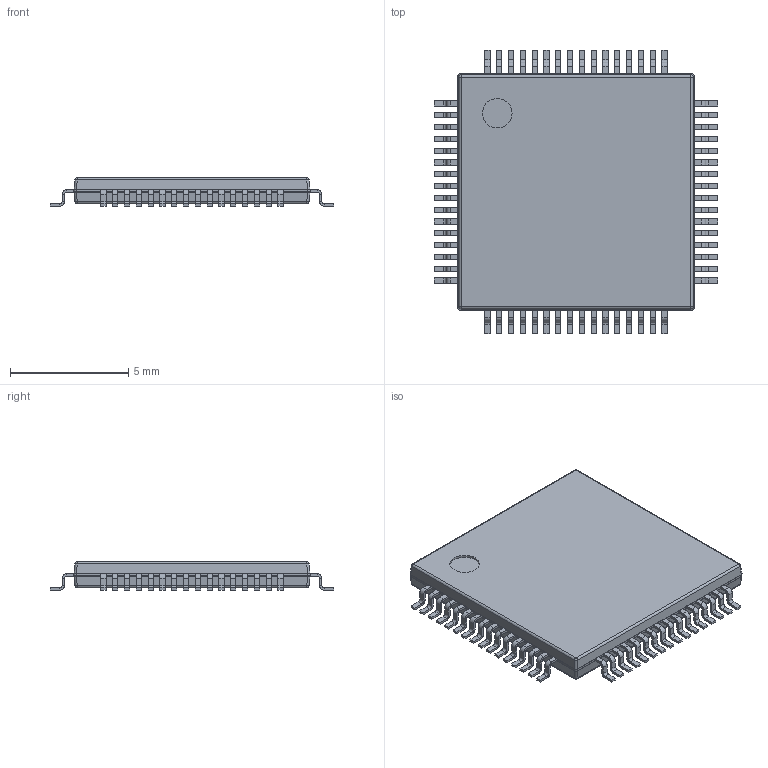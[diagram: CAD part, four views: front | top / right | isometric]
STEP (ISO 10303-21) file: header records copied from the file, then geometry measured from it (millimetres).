
FILE_DESCRIPTION(('Open CASCADE Model'),'2;1');
FILE_NAME('Open CASCADE Shape Model','2022-11-14T00:12:12',('Author'),( 'Open CASCADE'),'Open CASCADE STEP processor 7.5','Open CASCADE 7.5' ,'Unknown');
FILE_SCHEMA(('AUTOMOTIVE_DESIGN { 1 0 10303 214 1 1 1 1 }'));
Length unit declared in the file: millimetre
Products named in the file (6): TSQFP50P1200X1200X120-64N.step; Open CASCADE STEP translator 7.5 136.1; Body; Open CASCADE STEP translator 7.5 136.2.1; Leader
Assembly tree (67 placements, depth 3):
  TSQFP50P1200X1200X120-64N.step
    Open CASCADE STEP translator 7.5 136.1
    Body
      Open CASCADE STEP translator 7.5 136.2.1
    Leader  x32
    Leader  x32
Bounding box: 12 x 12 x 1.2 mm (x, y, z)
Volume: 110.8 mm3; surface area: 301.7 mm2
Topology: 65 solids, 66 shells, 1469 faces, 2940 edges, 1595 vertices
Faces by surface type: plane 1168, cylinder 285, bspline 8, sphere 8
Full cylindrical faces by diameter (mm): 1.25 x1
Entity records: 7085 total; most frequent: CARTESIAN_POINT 2527, DIRECTION 828, ORIENTED_EDGE 407, PCURVE 407, DEFINITIONAL_REPRESENTATION 407, LINE 401, VECTOR 401, AXIS2_PLACEMENT_3D 208
